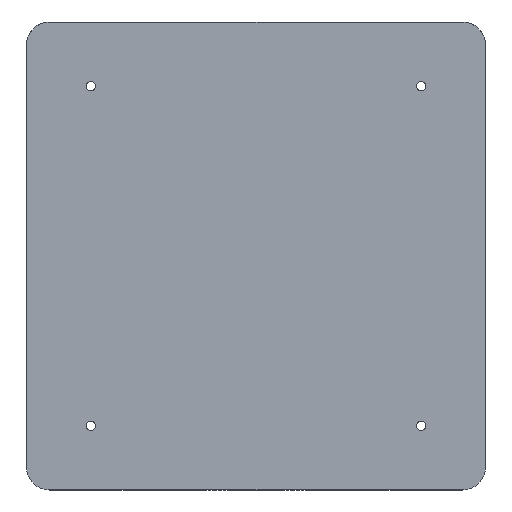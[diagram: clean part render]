
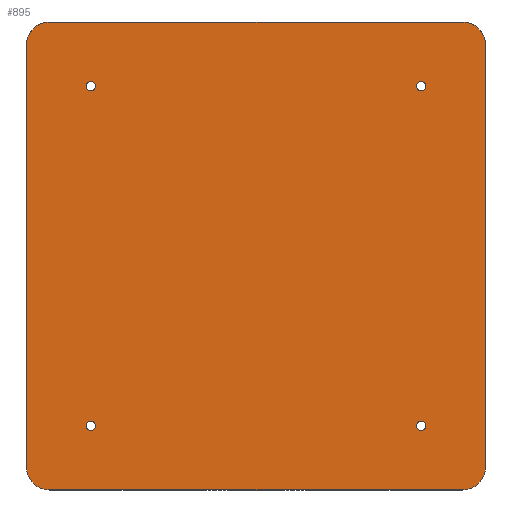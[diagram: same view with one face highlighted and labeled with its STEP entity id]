
A CAD part, front view. The second image highlights one B-rep face of the part: STEP entity #895.
In plain terms, the highlighted planar face has unit normal (0, -1, 0).
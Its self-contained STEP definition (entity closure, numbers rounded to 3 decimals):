
#8 = EDGE_LOOP ( 'NONE', ( #270, #1091 ) ) ;
#11 = ORIENTED_EDGE ( 'NONE', *, *, #1114, .T. ) ;
#15 = CIRCLE ( 'NONE', #486, 5. ) ;
#33 = LINE ( 'NONE', #805, #540 ) ;
#37 = EDGE_CURVE ( 'NONE', #62, #1197, #137, .T. ) ;
#38 = VERTEX_POINT ( 'NONE', #615 ) ;
#42 = CARTESIAN_POINT ( 'NONE',  ( -36., -2., 37. ) ) ;
#43 = VECTOR ( 'NONE', #210, 1000. ) ;
#56 = DIRECTION ( 'NONE',  ( 0., 0., 1. ) ) ;
#62 = VERTEX_POINT ( 'NONE', #569 ) ;
#63 = EDGE_CURVE ( 'NONE', #38, #1096, #315, .T. ) ;
#68 = CARTESIAN_POINT ( 'NONE',  ( 36., -2., 37. ) ) ;
#78 = AXIS2_PLACEMENT_3D ( 'NONE', #379, #993, #791 ) ;
#81 = VECTOR ( 'NONE', #867, 1000. ) ;
#83 = DIRECTION ( 'NONE',  ( 0., 0., -1. ) ) ;
#92 = DIRECTION ( 'NONE',  ( 0., -1., 0. ) ) ;
#99 = CARTESIAN_POINT ( 'NONE',  ( 36., -2., -36. ) ) ;
#105 = AXIS2_PLACEMENT_3D ( 'NONE', #42, #849, #172 ) ;
#116 = VERTEX_POINT ( 'NONE', #1064 ) ;
#118 = DIRECTION ( 'NONE',  ( 0., -1., 0. ) ) ;
#135 = CARTESIAN_POINT ( 'NONE',  ( -36., -2., -38. ) ) ;
#137 = LINE ( 'NONE', #541, #43 ) ;
#157 = ORIENTED_EDGE ( 'NONE', *, *, #904, .T. ) ;
#159 = DIRECTION ( 'NONE',  ( 0., -1., 0. ) ) ;
#172 = DIRECTION ( 'NONE',  ( 0., 0., -1. ) ) ;
#200 = CIRCLE ( 'NONE', #1117, 5. ) ;
#210 = DIRECTION ( 'NONE',  ( 0., 0., -1. ) ) ;
#217 = ORIENTED_EDGE ( 'NONE', *, *, #527, .T. ) ;
#238 = DIRECTION ( 'NONE',  ( 0., 0., -1. ) ) ;
#242 = CARTESIAN_POINT ( 'NONE',  ( 45., -2., 51. ) ) ;
#249 = FACE_BOUND ( 'NONE', #425, .T. ) ;
#250 = VERTEX_POINT ( 'NONE', #293 ) ;
#261 = EDGE_CURVE ( 'NONE', #348, #578, #1242, .T. ) ;
#262 = AXIS2_PLACEMENT_3D ( 'NONE', #622, #949, #420 ) ;
#270 = ORIENTED_EDGE ( 'NONE', *, *, #990, .F. ) ;
#275 = CARTESIAN_POINT ( 'NONE',  ( -36., -2., 37. ) ) ;
#293 = CARTESIAN_POINT ( 'NONE',  ( -45., -2., -51. ) ) ;
#315 = CIRCLE ( 'NONE', #1261, 1. ) ;
#341 = FACE_OUTER_BOUND ( 'NONE', #966, .T. ) ;
#348 = VERTEX_POINT ( 'NONE', #1195 ) ;
#350 = CARTESIAN_POINT ( 'NONE',  ( -45., -2., 51. ) ) ;
#362 = DIRECTION ( 'NONE',  ( 0., 0., -1. ) ) ;
#369 = ORIENTED_EDGE ( 'NONE', *, *, #535, .F. ) ;
#378 = EDGE_CURVE ( 'NONE', #1197, #250, #15, .T. ) ;
#379 = CARTESIAN_POINT ( 'NONE',  ( -36., -2., -37. ) ) ;
#391 = ORIENTED_EDGE ( 'NONE', *, *, #1245, .F. ) ;
#412 = VERTEX_POINT ( 'NONE', #135 ) ;
#420 = DIRECTION ( 'NONE',  ( 0., 0., -1. ) ) ;
#425 = EDGE_LOOP ( 'NONE', ( #391, #712 ) ) ;
#431 = AXIS2_PLACEMENT_3D ( 'NONE', #1285, #852, #362 ) ;
#435 = CARTESIAN_POINT ( 'NONE',  ( 45., -2., 46. ) ) ;
#438 = ORIENTED_EDGE ( 'NONE', *, *, #1005, .T. ) ;
#442 = CARTESIAN_POINT ( 'NONE',  ( -45., -2., -46. ) ) ;
#454 = AXIS2_PLACEMENT_3D ( 'NONE', #68, #1090, #573 ) ;
#459 = CARTESIAN_POINT ( 'NONE',  ( 50., -2., 46. ) ) ;
#461 = EDGE_CURVE ( 'NONE', #894, #1168, #1015, .T. ) ;
#486 = AXIS2_PLACEMENT_3D ( 'NONE', #513, #1253, #1126 ) ;
#513 = CARTESIAN_POINT ( 'NONE',  ( -45., -2., -46. ) ) ;
#527 = EDGE_CURVE ( 'NONE', #890, #571, #669, .T. ) ;
#535 = EDGE_CURVE ( 'NONE', #578, #348, #1299, .T. ) ;
#537 = CIRCLE ( 'NONE', #262, 1. ) ;
#540 = VECTOR ( 'NONE', #585, 1000. ) ;
#541 = CARTESIAN_POINT ( 'NONE',  ( -50., -2., -46. ) ) ;
#543 = AXIS2_PLACEMENT_3D ( 'NONE', #1040, #118, #632 ) ;
#551 = PLANE ( 'NONE',  #773 ) ;
#559 = FACE_BOUND ( 'NONE', #8, .T. ) ;
#561 = CARTESIAN_POINT ( 'NONE',  ( -45., -2., 51. ) ) ;
#569 = CARTESIAN_POINT ( 'NONE',  ( -50., -2., 46. ) ) ;
#571 = VERTEX_POINT ( 'NONE', #561 ) ;
#573 = DIRECTION ( 'NONE',  ( 0., 0., -1. ) ) ;
#578 = VERTEX_POINT ( 'NONE', #1267 ) ;
#585 = DIRECTION ( 'NONE',  ( 1., 0., 0. ) ) ;
#598 = DIRECTION ( 'NONE',  ( 0., -1., 0. ) ) ;
#601 = DIRECTION ( 'NONE',  ( 0., -1., 0. ) ) ;
#602 = VECTOR ( 'NONE', #56, 1000. ) ;
#605 = AXIS2_PLACEMENT_3D ( 'NONE', #1192, #598, #83 ) ;
#615 = CARTESIAN_POINT ( 'NONE',  ( 36., -2., -38. ) ) ;
#622 = CARTESIAN_POINT ( 'NONE',  ( 36., -2., -37. ) ) ;
#632 = DIRECTION ( 'NONE',  ( 0., 0., -1. ) ) ;
#658 = CARTESIAN_POINT ( 'NONE',  ( 50., -2., -46. ) ) ;
#664 = AXIS2_PLACEMENT_3D ( 'NONE', #275, #601, #1094 ) ;
#669 = LINE ( 'NONE', #350, #81 ) ;
#675 = DIRECTION ( 'NONE',  ( 0., 0., -1. ) ) ;
#676 = ORIENTED_EDGE ( 'NONE', *, *, #261, .F. ) ;
#712 = ORIENTED_EDGE ( 'NONE', *, *, #63, .F. ) ;
#715 = CIRCLE ( 'NONE', #431, 1. ) ;
#723 = ORIENTED_EDGE ( 'NONE', *, *, #1123, .F. ) ;
#734 = CIRCLE ( 'NONE', #454, 1.007 ) ;
#752 = FACE_BOUND ( 'NONE', #985, .T. ) ;
#756 = CARTESIAN_POINT ( 'NONE',  ( 50., -2., -46. ) ) ;
#758 = LINE ( 'NONE', #658, #602 ) ;
#772 = ORIENTED_EDGE ( 'NONE', *, *, #461, .F. ) ;
#773 = AXIS2_PLACEMENT_3D ( 'NONE', #442, #973, #238 ) ;
#791 = DIRECTION ( 'NONE',  ( 0., 0., -1. ) ) ;
#805 = CARTESIAN_POINT ( 'NONE',  ( -45., -2., -51. ) ) ;
#847 = CARTESIAN_POINT ( 'NONE',  ( -50., -2., -46. ) ) ;
#849 = DIRECTION ( 'NONE',  ( 0., -1., 0. ) ) ;
#852 = DIRECTION ( 'NONE',  ( 0., -1., 0. ) ) ;
#855 = CARTESIAN_POINT ( 'NONE',  ( 36., -2., -37. ) ) ;
#859 = CIRCLE ( 'NONE', #1320, 5. ) ;
#865 = VERTEX_POINT ( 'NONE', #1251 ) ;
#867 = DIRECTION ( 'NONE',  ( -1., 0., 0. ) ) ;
#871 = DIRECTION ( 'NONE',  ( 0., -1., 0. ) ) ;
#876 = DIRECTION ( 'NONE',  ( 0., 0., -1. ) ) ;
#890 = VERTEX_POINT ( 'NONE', #242 ) ;
#894 = VERTEX_POINT ( 'NONE', #1156 ) ;
#895 = ADVANCED_FACE ( 'NONE', ( #249, #1051, #341, #752, #559 ), #551, .T. ) ;
#896 = CARTESIAN_POINT ( 'NONE',  ( 45., -2., -46. ) ) ;
#904 = EDGE_CURVE ( 'NONE', #1286, #963, #758, .T. ) ;
#923 = EDGE_CURVE ( 'NONE', #963, #890, #200, .T. ) ;
#936 = EDGE_LOOP ( 'NONE', ( #369, #676 ) ) ;
#940 = CARTESIAN_POINT ( 'NONE',  ( 36., -2., 35.993 ) ) ;
#949 = DIRECTION ( 'NONE',  ( 0., -1., 0. ) ) ;
#963 = VERTEX_POINT ( 'NONE', #459 ) ;
#966 = EDGE_LOOP ( 'NONE', ( #1300, #438, #11, #157, #1019, #217, #1140, #1084 ) ) ;
#973 = DIRECTION ( 'NONE',  ( 0., -1., 0. ) ) ;
#985 = EDGE_LOOP ( 'NONE', ( #772, #723 ) ) ;
#990 = EDGE_CURVE ( 'NONE', #116, #412, #715, .T. ) ;
#993 = DIRECTION ( 'NONE',  ( 0., -1., 0. ) ) ;
#1005 = EDGE_CURVE ( 'NONE', #250, #865, #33, .T. ) ;
#1015 = CIRCLE ( 'NONE', #543, 1.007 ) ;
#1019 = ORIENTED_EDGE ( 'NONE', *, *, #923, .T. ) ;
#1040 = CARTESIAN_POINT ( 'NONE',  ( 36., -2., 37. ) ) ;
#1043 = EDGE_CURVE ( 'NONE', #571, #62, #1227, .T. ) ;
#1051 = FACE_BOUND ( 'NONE', #936, .T. ) ;
#1064 = CARTESIAN_POINT ( 'NONE',  ( -36., -2., -36. ) ) ;
#1075 = EDGE_CURVE ( 'NONE', #412, #116, #1296, .T. ) ;
#1084 = ORIENTED_EDGE ( 'NONE', *, *, #37, .T. ) ;
#1090 = DIRECTION ( 'NONE',  ( 0., -1., 0. ) ) ;
#1091 = ORIENTED_EDGE ( 'NONE', *, *, #1075, .F. ) ;
#1094 = DIRECTION ( 'NONE',  ( 0., 0., -1. ) ) ;
#1096 = VERTEX_POINT ( 'NONE', #99 ) ;
#1114 = EDGE_CURVE ( 'NONE', #865, #1286, #859, .T. ) ;
#1117 = AXIS2_PLACEMENT_3D ( 'NONE', #435, #871, #1176 ) ;
#1123 = EDGE_CURVE ( 'NONE', #1168, #894, #734, .T. ) ;
#1126 = DIRECTION ( 'NONE',  ( 0., 0., -1. ) ) ;
#1140 = ORIENTED_EDGE ( 'NONE', *, *, #1043, .T. ) ;
#1156 = CARTESIAN_POINT ( 'NONE',  ( 36., -2., 38.007 ) ) ;
#1168 = VERTEX_POINT ( 'NONE', #940 ) ;
#1176 = DIRECTION ( 'NONE',  ( 0., 0., -1. ) ) ;
#1192 = CARTESIAN_POINT ( 'NONE',  ( -45., -2., 46. ) ) ;
#1195 = CARTESIAN_POINT ( 'NONE',  ( -36., -2., 36. ) ) ;
#1197 = VERTEX_POINT ( 'NONE', #847 ) ;
#1227 = CIRCLE ( 'NONE', #605, 5. ) ;
#1242 = CIRCLE ( 'NONE', #664, 1. ) ;
#1245 = EDGE_CURVE ( 'NONE', #1096, #38, #537, .T. ) ;
#1251 = CARTESIAN_POINT ( 'NONE',  ( 45., -2., -51. ) ) ;
#1253 = DIRECTION ( 'NONE',  ( 0., -1., 0. ) ) ;
#1261 = AXIS2_PLACEMENT_3D ( 'NONE', #855, #159, #876 ) ;
#1267 = CARTESIAN_POINT ( 'NONE',  ( -36., -2., 38. ) ) ;
#1285 = CARTESIAN_POINT ( 'NONE',  ( -36., -2., -37. ) ) ;
#1286 = VERTEX_POINT ( 'NONE', #756 ) ;
#1296 = CIRCLE ( 'NONE', #78, 1. ) ;
#1299 = CIRCLE ( 'NONE', #105, 1. ) ;
#1300 = ORIENTED_EDGE ( 'NONE', *, *, #378, .T. ) ;
#1320 = AXIS2_PLACEMENT_3D ( 'NONE', #896, #92, #675 ) ;
